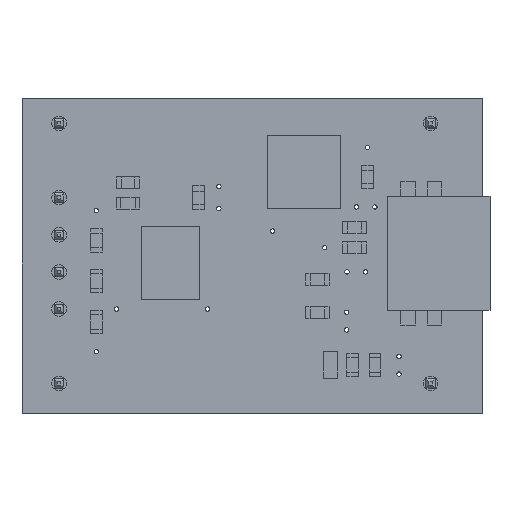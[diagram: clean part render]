
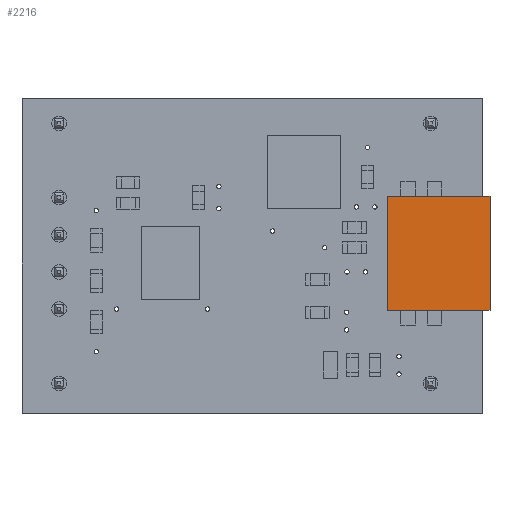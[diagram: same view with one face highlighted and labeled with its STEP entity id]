
A CAD part, top view. The second image highlights one B-rep face of the part: STEP entity #2216.
In plain terms, the highlighted planar face has unit normal (0, 0, 1).
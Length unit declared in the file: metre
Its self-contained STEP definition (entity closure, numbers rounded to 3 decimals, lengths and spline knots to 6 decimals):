
#1830 = EDGE_CURVE( '', #3392, #3393, #3394, .T. );
#1922 = EDGE_CURVE( '', #3539, #3392, #3540, .T. );
#2216 = ADVANCED_FACE( '', ( #4024 ), #4025, .T. );
#2478 = EDGE_CURVE( '', #3393, #4438, #4439, .T. );
#2706 = EDGE_CURVE( '', #4438, #3539, #4765, .T. );
#3392 = VERTEX_POINT( '', #5229 );
#3393 = VERTEX_POINT( '', #5230 );
#3394 = LINE( '', #5231, #5232 );
#3539 = VERTEX_POINT( '', #5404 );
#3540 = LINE( '', #5405, #5406 );
#4024 = FACE_OUTER_BOUND( '', #5963, .T. );
#4025 = PLANE( '', #5964 );
#4438 = VERTEX_POINT( '', #6426 );
#4439 = LINE( '', #6427, #6428 );
#4765 = LINE( '', #6808, #6809 );
#5229 = CARTESIAN_POINT( '', ( 0.025, 0.00703, 0.00395 ) );
#5230 = CARTESIAN_POINT( '', ( 0.025, 0.01483, 0.00395 ) );
#5231 = CARTESIAN_POINT( '', ( 0.025, 0.00703, 0.00395 ) );
#5232 = VECTOR( '', #7503, 1. );
#5404 = CARTESIAN_POINT( '', ( 0.032, 0.00703, 0.00395 ) );
#5405 = CARTESIAN_POINT( '', ( 0.032, 0.00703, 0.00395 ) );
#5406 = VECTOR( '', #7763, 1. );
#5963 = EDGE_LOOP( '', ( #8750, #8751, #8752, #8753 ) );
#5964 = AXIS2_PLACEMENT_3D( '', #8754, #8755, #8756 );
#6426 = CARTESIAN_POINT( '', ( 0.032, 0.01483, 0.00395 ) );
#6427 = CARTESIAN_POINT( '', ( 0.025, 0.01483, 0.00395 ) );
#6428 = VECTOR( '', #9642, 1. );
#6808 = CARTESIAN_POINT( '', ( 0.032, 0.01483, 0.00395 ) );
#6809 = VECTOR( '', #10350, 1. );
#7503 = DIRECTION( '', ( 0., 1., 0. ) );
#7763 = DIRECTION( '', ( -1., 0., 0. ) );
#8750 = ORIENTED_EDGE( '', *, *, #1922, .F. );
#8751 = ORIENTED_EDGE( '', *, *, #2706, .F. );
#8752 = ORIENTED_EDGE( '', *, *, #2478, .F. );
#8753 = ORIENTED_EDGE( '', *, *, #1830, .F. );
#8754 = CARTESIAN_POINT( '', ( 0.025, 0.00703, 0.00395 ) );
#8755 = DIRECTION( '', ( 0., 0., 1. ) );
#8756 = DIRECTION( '', ( 1., 0., 0. ) );
#9642 = DIRECTION( '', ( 1., 0., 0. ) );
#10350 = DIRECTION( '', ( 0., -1., 0. ) );
